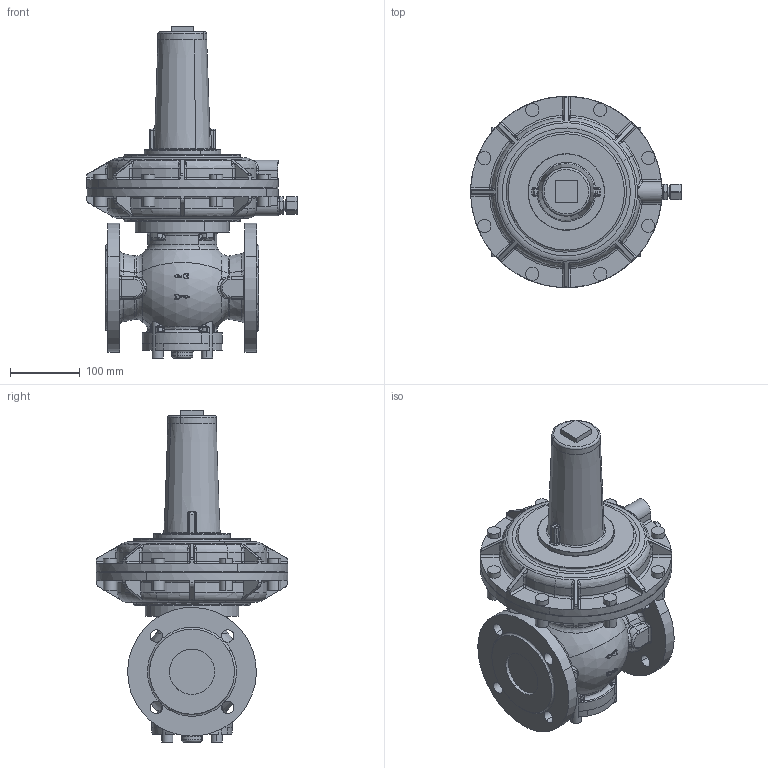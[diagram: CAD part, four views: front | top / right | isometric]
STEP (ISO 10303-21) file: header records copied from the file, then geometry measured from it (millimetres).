
FILE_DESCRIPTION(('CATIA V5 STEP'),'2;1');
FILE_NAME('R 101 DN 065-275.stp','2011-01-25T07:11:56+00:00',('none'),('none'),'CATIA Version 5 Release 19 SP 8 (IN-10)','CATIA V5 STEP AP214','none');
FILE_SCHEMA(('AUTOMOTIVE_DESIGN { 1 0 10303 214 1 1 1 1 }'));
Products named in the file (1): R 101 DN 065 275
Bounding box: 302.8 x 274.99 x 477 mm (x, y, z)
Volume: 8481318.3 mm3; surface area: 489503.9 mm2
Topology: 1 solids, 12 shells, 1412 faces, 3477 edges, 2042 vertices
Faces by surface type: cylinder 408, torus 394, bspline 264, plane 210, sphere 70, cone 66
Entity records: 58554 total; most frequent: CARTESIAN_POINT 30823, ORIENTED_EDGE 6794, DIRECTION 3712, EDGE_CURVE 3397, AXIS2_PLACEMENT_3D 2205, VERTEX_POINT 2042, EDGE_LOOP 1475, ADVANCED_FACE 1412
